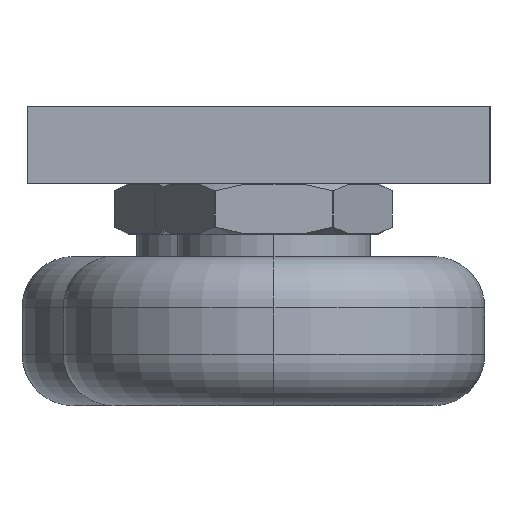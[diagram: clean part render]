
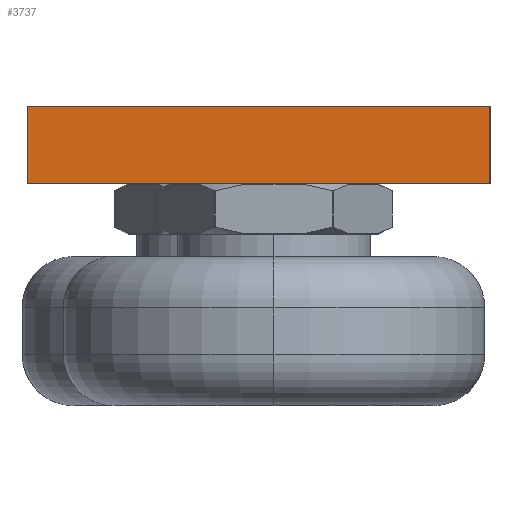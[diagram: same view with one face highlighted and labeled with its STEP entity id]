
A CAD part, left-side view. The second image highlights one B-rep face of the part: STEP entity #3737.
In plain terms, the highlighted planar face has unit normal (-1, 0, 0).
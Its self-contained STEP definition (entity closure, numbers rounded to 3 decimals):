
#30 = VERTEX_POINT ( 'NONE', #23651 ) ;
#926 = VERTEX_POINT ( 'NONE', #14020 ) ;
#1429 = ORIENTED_EDGE ( 'NONE', *, *, #19018, .T. ) ;
#2471 = CARTESIAN_POINT ( 'NONE',  ( -40., -9., 0. ) ) ;
#2676 = EDGE_CURVE ( 'NONE', #926, #8075, #11843, .T. ) ;
#3194 = VECTOR ( 'NONE', #10042, 1000. ) ;
#3737 = ADVANCED_FACE ( 'NONE', ( #4578 ), #11782, .T. ) ;
#4578 = FACE_OUTER_BOUND ( 'NONE', #4942, .T. ) ;
#4942 = EDGE_LOOP ( 'NONE', ( #8874, #11125, #1429, #9367 ) ) ;
#6446 = DIRECTION ( 'NONE',  ( 0., 0., 1. ) ) ;
#6678 = VECTOR ( 'NONE', #15867, 1000. ) ;
#7242 = CARTESIAN_POINT ( 'NONE',  ( -40., -9., -3. ) ) ;
#7554 = VERTEX_POINT ( 'NONE', #22629 ) ;
#8075 = VERTEX_POINT ( 'NONE', #14785 ) ;
#8472 = AXIS2_PLACEMENT_3D ( 'NONE', #13861, #19477, #6446 ) ;
#8874 = ORIENTED_EDGE ( 'NONE', *, *, #24278, .F. ) ;
#9367 = ORIENTED_EDGE ( 'NONE', *, *, #18251, .T. ) ;
#10042 = DIRECTION ( 'NONE',  ( 0., -1., 0. ) ) ;
#11125 = ORIENTED_EDGE ( 'NONE', *, *, #2676, .F. ) ;
#11782 = PLANE ( 'NONE',  #8472 ) ;
#11843 = LINE ( 'NONE', #16377, #14948 ) ;
#12154 = VECTOR ( 'NONE', #16298, 1000. ) ;
#13861 = CARTESIAN_POINT ( 'NONE',  ( -40., -9., -3. ) ) ;
#14020 = CARTESIAN_POINT ( 'NONE',  ( -40., 9., -3. ) ) ;
#14785 = CARTESIAN_POINT ( 'NONE',  ( -40., 9., 0. ) ) ;
#14948 = VECTOR ( 'NONE', #22239, 1000. ) ;
#15867 = DIRECTION ( 'NONE',  ( 0., -1., 0. ) ) ;
#16298 = DIRECTION ( 'NONE',  ( 0., 0., 1. ) ) ;
#16377 = CARTESIAN_POINT ( 'NONE',  ( -40., 9., -3. ) ) ;
#18251 = EDGE_CURVE ( 'NONE', #30, #7554, #18403, .T. ) ;
#18403 = LINE ( 'NONE', #7242, #12154 ) ;
#19018 = EDGE_CURVE ( 'NONE', #926, #30, #21092, .T. ) ;
#19477 = DIRECTION ( 'NONE',  ( -1., 0., 0. ) ) ;
#19497 = LINE ( 'NONE', #2471, #3194 ) ;
#21092 = LINE ( 'NONE', #22978, #6678 ) ;
#22239 = DIRECTION ( 'NONE',  ( 0., 0., 1. ) ) ;
#22629 = CARTESIAN_POINT ( 'NONE',  ( -40., -9., 0. ) ) ;
#22978 = CARTESIAN_POINT ( 'NONE',  ( -40., -9., -3. ) ) ;
#23651 = CARTESIAN_POINT ( 'NONE',  ( -40., -9., -3. ) ) ;
#24278 = EDGE_CURVE ( 'NONE', #8075, #7554, #19497, .T. ) ;
